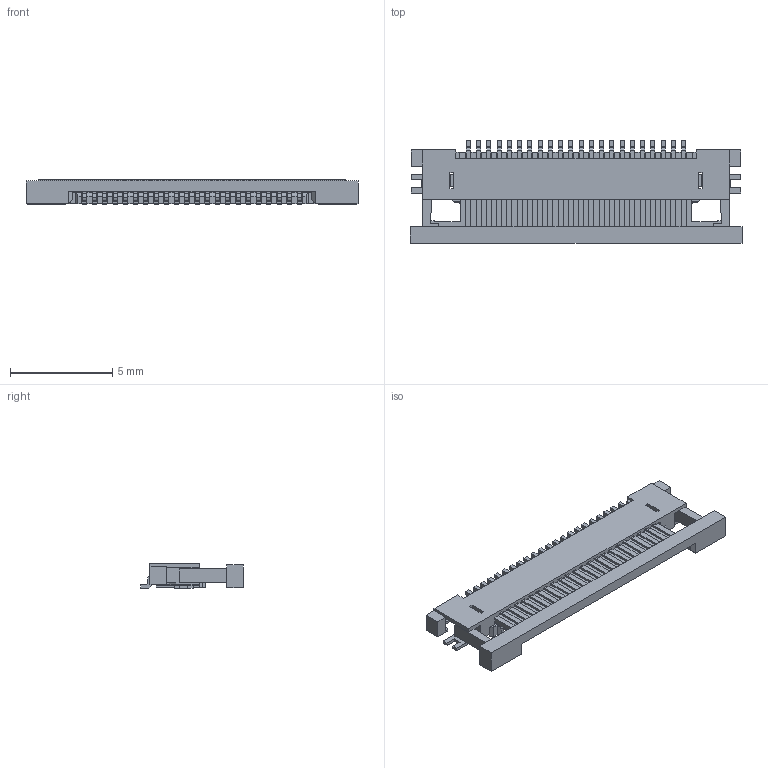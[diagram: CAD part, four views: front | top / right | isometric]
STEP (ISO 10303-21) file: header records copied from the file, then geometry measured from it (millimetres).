
FILE_DESCRIPTION(('FreeCAD Model'),'2;1');
FILE_NAME('Compound1331_cp.step','2020-01-14T13:41:06',( 'kicad StepUp'),('ksu MCAD'),'Open CASCADE STEP processor 7.3', 'FreeCAD','Unknown');
FILE_SCHEMA(('AUTOMOTIVE_DESIGN { 1 0 10303 214 1 1 1 1 }'));
Products named in the file (1): Compound1331_cp
Bounding box: 16.2 x 5 x 1.2 mm (x, y, z)
Surface area: 421.3 mm2 (no closed solid volume)
Topology: 0 solids, 1331 shells, 1331 faces, 8170 edges, 8170 vertices
Faces by surface type: plane 1170, cylinder 161
Entity records: 88675 total; most frequent: CARTESIAN_POINT 17704, DIRECTION 11466, ORIENTED_EDGE 8170, EDGE_CURVE 8170, VERTEX_POINT 8170, LINE 7522, VECTOR 7522, AXIS2_PLACEMENT_3D 1972
